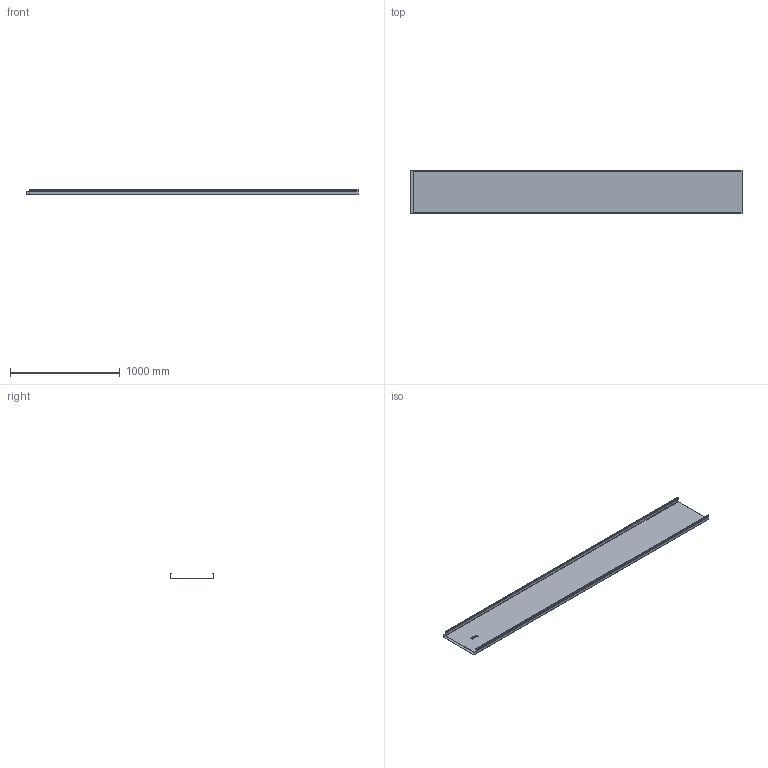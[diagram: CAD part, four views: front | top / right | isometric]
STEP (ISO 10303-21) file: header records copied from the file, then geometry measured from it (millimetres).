
FILE_DESCRIPTION(/* description */ (''),/* implementation_level */ '2;1');
FILE_NAME(/* name */ '488268.stp',/* time_stamp */ '2023-12-19T14:00:51+01:00',/* author */ ('bonnaudn'),/* organization */ (''),/* preprocessor_version */ 'ST-DEVELOPER v19.2',/* originating_system */ 'AutoCAD Mechanical',/* authorisation */ '');
FILE_SCHEMA (('AUTOMOTIVE_DESIGN { 1 0 10303 214 3 1 1 }'));
Length unit declared in the file: millimetre
Products named in the file (1): Product
Bounding box: 3030 x 400 x 50.2 mm (x, y, z)
Volume: 1427939.4 mm3; surface area: 3180244.3 mm2
Topology: 1 solids, 8 shells, 113 faces, 339 edges, 235 vertices
Faces by surface type: plane 55, cylinder 46, torus 6, cone 4, bspline 2
Entity records: 3893 total; most frequent: CARTESIAN_POINT 704, DIRECTION 686, ORIENTED_EDGE 619, EDGE_CURVE 339, VERTEX_POINT 235, AXIS2_PLACEMENT_3D 235, LINE 216, VECTOR 216
